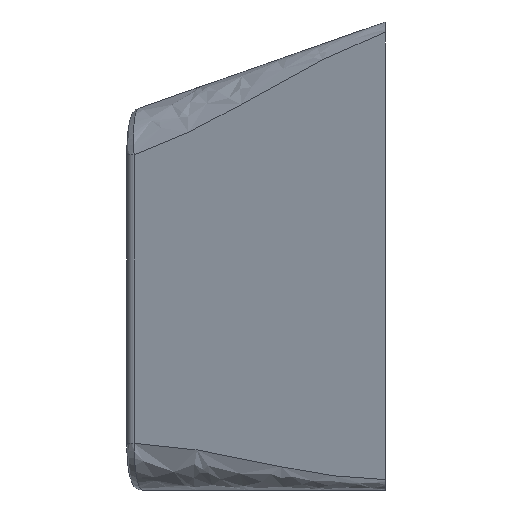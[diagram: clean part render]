
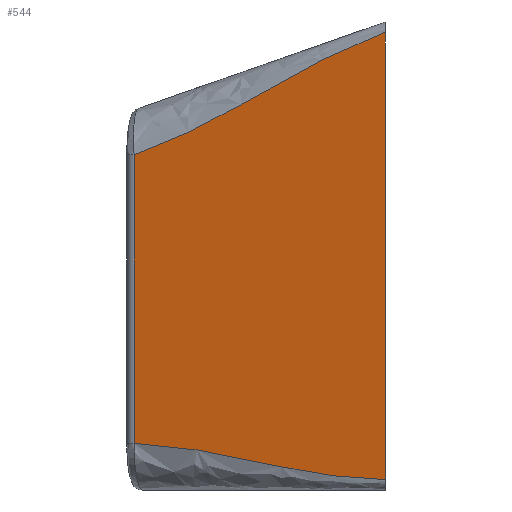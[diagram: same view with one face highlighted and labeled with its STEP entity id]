
A CAD part, left-side view. The second image highlights one B-rep face of the part: STEP entity #544.
In plain terms, the highlighted planar face has unit normal (-0.958, 0.287, 0).
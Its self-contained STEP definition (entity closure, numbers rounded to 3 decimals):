
#235=EDGE_CURVE('',#236,#238,#240,.F.);
#236=VERTEX_POINT('',#237);
#237=CARTESIAN_POINT('',(0.0,0.0,-0.384));
#238=VERTEX_POINT('',#239);
#239=CARTESIAN_POINT('',(0.0,0.0,-17.6));
#240=LINE('',#241,#242);
#241=CARTESIAN_POINT('',(0.0,0.0,0.0));
#242=VECTOR('',#243,1.0);
#243=DIRECTION('',(0.0,0.0,1.0));
#544=ADVANCED_FACE('',(#545),#584,.F.);
#545=FACE_BOUND('',#546,.T.);
#546=EDGE_LOOP('',(#547,#562,#570,#583));
#547=ORIENTED_EDGE('',*,*,#548,.T.);
#548=EDGE_CURVE('',#236,#549,#551,.T.);
#549=VERTEX_POINT('',#550);
#550=CARTESIAN_POINT('',(2.899,9.664,-5.108));
#551=B_SPLINE_CURVE_WITH_KNOTS('',3,(#552,#553,#554,#555,#556,#557,#558,#559,#560,#561),.UNSPECIFIED.,.F.,.U.,(4,3,3,4),(-0.023,0.0,0.011,0.035),.UNSPECIFIED.);
#552=CARTESIAN_POINT('',(-6.332,-21.107,7.004));
#553=CARTESIAN_POINT('',(-4.233,-14.108,4.554));
#554=CARTESIAN_POINT('',(-2.133,-7.11,2.105));
#555=CARTESIAN_POINT('',(-0.033,-0.111,-0.345));
#556=CARTESIAN_POINT('',(0.967,3.223,-1.511));
#557=CARTESIAN_POINT('',(1.851,6.168,-3.885));
#558=CARTESIAN_POINT('',(2.851,9.502,-5.052));
#559=CARTESIAN_POINT('',(5.0,16.667,-7.559));
#560=CARTESIAN_POINT('',(7.149,23.832,-10.067));
#561=CARTESIAN_POINT('',(9.299,30.996,-12.575));
#562=ORIENTED_EDGE('',*,*,#563,.T.);
#563=EDGE_CURVE('',#549,#564,#566,.T.);
#564=VERTEX_POINT('',#565);
#565=CARTESIAN_POINT('',(2.899,9.664,-16.205));
#566=LINE('',#567,#568);
#567=CARTESIAN_POINT('',(2.899,9.664,0.0));
#568=VECTOR('',#569,1.0);
#569=DIRECTION('',(0.0,0.0,-1.0));
#570=ORIENTED_EDGE('',*,*,#571,.T.);
#571=EDGE_CURVE('',#564,#238,#572,.T.);
#572=B_SPLINE_CURVE_WITH_KNOTS('',3,(#573,#574,#575,#576,#577,#578,#579,#580,#581,#582),.UNSPECIFIED.,.F.,.U.,(4,3,3,4),(-0.032,-0.01,0.0,0.021),.UNSPECIFIED.);
#573=CARTESIAN_POINT('',(9.235,30.783,-16.2));
#574=CARTESIAN_POINT('',(7.157,23.855,-16.2));
#575=CARTESIAN_POINT('',(5.078,16.928,-16.2));
#576=CARTESIAN_POINT('',(3.0,10.0,-16.2));
#577=CARTESIAN_POINT('',(2.0,6.667,-16.2));
#578=CARTESIAN_POINT('',(1.0,3.333,-17.6));
#579=CARTESIAN_POINT('',(0.,0.,-17.6));
#580=CARTESIAN_POINT('',(-2.052,-6.841,-17.6));
#581=CARTESIAN_POINT('',(-4.104,-13.681,-17.6));
#582=CARTESIAN_POINT('',(-6.157,-20.522,-17.6));
#583=ORIENTED_EDGE('',*,*,#235,.F.);
#584=PLANE('',#585);
#585=AXIS2_PLACEMENT_3D('',#586,#587,#588);
#586=CARTESIAN_POINT('',(0.,0.,0.0));
#587=DIRECTION('',(0.958,-0.287,0.0));
#588=DIRECTION('',(0.287,0.958,0.0));
